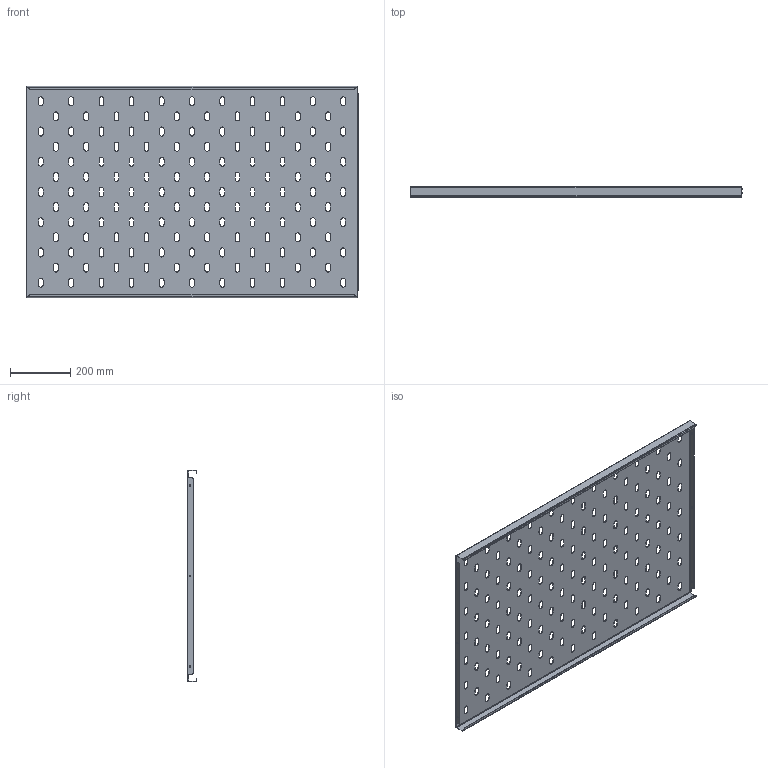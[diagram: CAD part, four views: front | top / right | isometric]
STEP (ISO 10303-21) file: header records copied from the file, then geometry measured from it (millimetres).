
FILE_DESCRIPTION (( 'STEP AP214' ), '1' );
FILE_NAME ('945.128.STEP', '2024-10-04T09:32:14', ( '' ), ( '' ), 'SwSTEP 2.0', 'SolidWorks 2021', '' );
FILE_SCHEMA (( 'AUTOMOTIVE_DESIGN' ));
Length unit declared in the file: millimetre
Products named in the file (1): 945.128
Bounding box: 1098 x 33 x 698 mm (x, y, z)
Volume: 1225747.4 mm3; surface area: 1656025 mm2
Topology: 1 solids, 1 shells, 783 faces, 2303 edges, 1522 vertices
Faces by surface type: cylinder 459, plane 324
Entity records: 26993 total; most frequent: DIRECTION 4781, CARTESIAN_POINT 4657, ORIENTED_EDGE 4606, EDGE_CURVE 2303, AXIS2_PLACEMENT_3D 1702, VERTEX_POINT 1522, LINE 1377, VECTOR 1377
